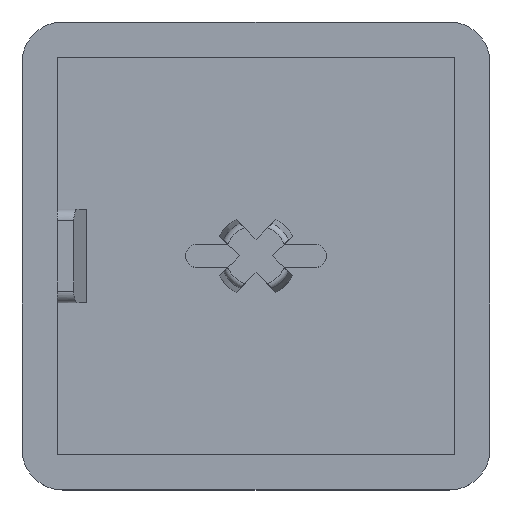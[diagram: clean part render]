
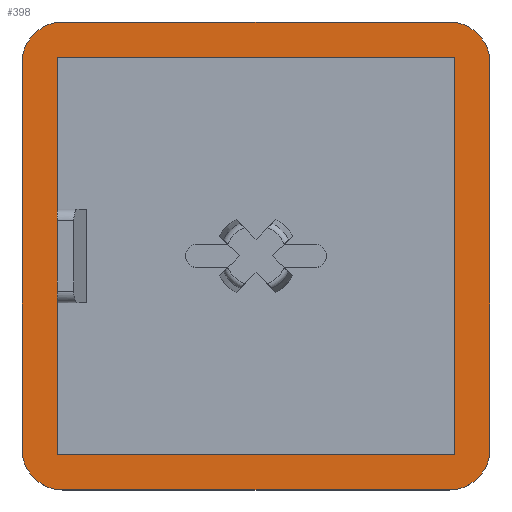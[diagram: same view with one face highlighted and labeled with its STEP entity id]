
A CAD part, top view. The second image highlights one B-rep face of the part: STEP entity #398.
In plain terms, the highlighted planar face has unit normal (0, 0, 1).
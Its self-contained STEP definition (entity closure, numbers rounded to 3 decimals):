
#36 = CARTESIAN_POINT ( 'NONE',  ( -20., 20., 4. ) ) ;
#48 = EDGE_CURVE ( 'NONE', #1803, #877, #1836, .T. ) ;
#54 = VERTEX_POINT ( 'NONE', #1686 ) ;
#56 = CARTESIAN_POINT ( 'NONE',  ( 16.5, -20., 4. ) ) ;
#58 = EDGE_CURVE ( 'NONE', #877, #442, #916, .T. ) ;
#66 = AXIS2_PLACEMENT_3D ( 'NONE', #821, #1324, #1460 ) ;
#85 = EDGE_CURVE ( 'NONE', #1963, #334, #366, .T. ) ;
#94 = CARTESIAN_POINT ( 'NONE',  ( -17., 17., 4. ) ) ;
#96 = DIRECTION ( 'NONE',  ( 1., 0., 0. ) ) ;
#148 = CARTESIAN_POINT ( 'NONE',  ( -17., -17., 4. ) ) ;
#175 = EDGE_CURVE ( 'NONE', #1104, #1803, #2012, .T. ) ;
#177 = CARTESIAN_POINT ( 'NONE',  ( -16.5, -20., 4. ) ) ;
#194 = AXIS2_PLACEMENT_3D ( 'NONE', #282, #605, #935 ) ;
#246 = EDGE_LOOP ( 'NONE', ( #413, #269, #660, #1459, #1660, #356 ) ) ;
#251 = VERTEX_POINT ( 'NONE', #177 ) ;
#252 = DIRECTION ( 'NONE',  ( 1., 0., 0. ) ) ;
#263 = EDGE_CURVE ( 'NONE', #1760, #251, #1400, .T. ) ;
#269 = ORIENTED_EDGE ( 'NONE', *, *, #175, .F. ) ;
#276 = VECTOR ( 'NONE', #1136, 1000. ) ;
#282 = CARTESIAN_POINT ( 'NONE',  ( 16.5, -16.5, 4. ) ) ;
#285 = CARTESIAN_POINT ( 'NONE',  ( 20., -16.5, 4. ) ) ;
#296 = VECTOR ( 'NONE', #96, 1000. ) ;
#334 = VERTEX_POINT ( 'NONE', #540 ) ;
#356 = ORIENTED_EDGE ( 'NONE', *, *, #58, .F. ) ;
#366 = CIRCLE ( 'NONE', #1536, 3.5 ) ;
#398 = ADVANCED_FACE ( 'NONE', ( #1642, #1535 ), #586, .T. ) ;
#413 = ORIENTED_EDGE ( 'NONE', *, *, #48, .F. ) ;
#442 = VERTEX_POINT ( 'NONE', #925 ) ;
#445 = DIRECTION ( 'NONE',  ( 0., 0., 1. ) ) ;
#464 = DIRECTION ( 'NONE',  ( 0., 1., 0. ) ) ;
#470 = CARTESIAN_POINT ( 'NONE',  ( -17., 17., 4. ) ) ;
#508 = CARTESIAN_POINT ( 'NONE',  ( -17., 17., 4. ) ) ;
#514 = ORIENTED_EDGE ( 'NONE', *, *, #804, .T. ) ;
#537 = DIRECTION ( 'NONE',  ( 0., 1., 0. ) ) ;
#540 = CARTESIAN_POINT ( 'NONE',  ( 16.5, 20., 4. ) ) ;
#584 = LINE ( 'NONE', #2007, #1245 ) ;
#586 = PLANE ( 'NONE',  #1210 ) ;
#600 = CARTESIAN_POINT ( 'NONE',  ( -17., -17., 4. ) ) ;
#605 = DIRECTION ( 'NONE',  ( 0., 0., 1. ) ) ;
#615 = CARTESIAN_POINT ( 'NONE',  ( -17., 17., 4. ) ) ;
#622 = CIRCLE ( 'NONE', #1307, 3.5 ) ;
#633 = ORIENTED_EDGE ( 'NONE', *, *, #1155, .T. ) ;
#660 = ORIENTED_EDGE ( 'NONE', *, *, #1950, .F. ) ;
#667 = CARTESIAN_POINT ( 'NONE',  ( 20., 16.5, 4. ) ) ;
#679 = VECTOR ( 'NONE', #1369, 1000. ) ;
#731 = DIRECTION ( 'NONE',  ( 0., 0., 1. ) ) ;
#786 = CARTESIAN_POINT ( 'NONE',  ( -20., -16.5, 4. ) ) ;
#804 = EDGE_CURVE ( 'NONE', #1890, #842, #1133, .T. ) ;
#821 = CARTESIAN_POINT ( 'NONE',  ( -16.5, -16.5, 4. ) ) ;
#842 = VERTEX_POINT ( 'NONE', #285 ) ;
#844 = CARTESIAN_POINT ( 'NONE',  ( -16.5, 16.5, 4. ) ) ;
#860 = LINE ( 'NONE', #1033, #1606 ) ;
#877 = VERTEX_POINT ( 'NONE', #1696 ) ;
#903 = LINE ( 'NONE', #600, #1533 ) ;
#916 = LINE ( 'NONE', #470, #1627 ) ;
#921 = EDGE_CURVE ( 'NONE', #1487, #2019, #903, .T. ) ;
#922 = CARTESIAN_POINT ( 'NONE',  ( 17., -17., 4. ) ) ;
#925 = CARTESIAN_POINT ( 'NONE',  ( -17., -4., 4. ) ) ;
#930 = EDGE_CURVE ( 'NONE', #251, #1890, #1363, .T. ) ;
#931 = LINE ( 'NONE', #1990, #956 ) ;
#935 = DIRECTION ( 'NONE',  ( 1., 0., 0. ) ) ;
#948 = VECTOR ( 'NONE', #954, 1000. ) ;
#954 = DIRECTION ( 'NONE',  ( -1., 0., 0. ) ) ;
#956 = VECTOR ( 'NONE', #1403, 1000. ) ;
#1004 = ORIENTED_EDGE ( 'NONE', *, *, #1687, .T. ) ;
#1033 = CARTESIAN_POINT ( 'NONE',  ( 17., 17., 4. ) ) ;
#1044 = ORIENTED_EDGE ( 'NONE', *, *, #1426, .T. ) ;
#1060 = CARTESIAN_POINT ( 'NONE',  ( -20., -20., 4. ) ) ;
#1104 = VERTEX_POINT ( 'NONE', #1623 ) ;
#1133 = CIRCLE ( 'NONE', #194, 3.5 ) ;
#1136 = DIRECTION ( 'NONE',  ( 0., -1., 0. ) ) ;
#1137 = VERTEX_POINT ( 'NONE', #1161 ) ;
#1141 = DIRECTION ( 'NONE',  ( 1., 0., 0. ) ) ;
#1155 = EDGE_CURVE ( 'NONE', #1137, #54, #622, .T. ) ;
#1161 = CARTESIAN_POINT ( 'NONE',  ( -16.5, 20., 4. ) ) ;
#1210 = AXIS2_PLACEMENT_3D ( 'NONE', #1219, #731, #252 ) ;
#1219 = CARTESIAN_POINT ( 'NONE',  ( 20., -20., 4. ) ) ;
#1231 = DIRECTION ( 'NONE',  ( 1., 0., 0. ) ) ;
#1238 = DIRECTION ( 'NONE',  ( 1., 0., 0. ) ) ;
#1245 = VECTOR ( 'NONE', #464, 1000. ) ;
#1252 = EDGE_LOOP ( 'NONE', ( #1622, #633, #1004, #1813, #1474, #514, #1044, #1728 ) ) ;
#1280 = CARTESIAN_POINT ( 'NONE',  ( 16.5, 16.5, 4. ) ) ;
#1307 = AXIS2_PLACEMENT_3D ( 'NONE', #844, #1816, #1141 ) ;
#1324 = DIRECTION ( 'NONE',  ( 0., 0., 1. ) ) ;
#1363 = LINE ( 'NONE', #1060, #296 ) ;
#1369 = DIRECTION ( 'NONE',  ( 0., -1., 0. ) ) ;
#1398 = EDGE_CURVE ( 'NONE', #334, #1137, #931, .T. ) ;
#1400 = CIRCLE ( 'NONE', #66, 3.5 ) ;
#1403 = DIRECTION ( 'NONE',  ( -1., 0., 0. ) ) ;
#1426 = EDGE_CURVE ( 'NONE', #842, #1963, #584, .T. ) ;
#1449 = LINE ( 'NONE', #508, #276 ) ;
#1459 = ORIENTED_EDGE ( 'NONE', *, *, #921, .F. ) ;
#1460 = DIRECTION ( 'NONE',  ( 1., 0., 0. ) ) ;
#1467 = LINE ( 'NONE', #36, #1901 ) ;
#1474 = ORIENTED_EDGE ( 'NONE', *, *, #930, .T. ) ;
#1487 = VERTEX_POINT ( 'NONE', #148 ) ;
#1488 = DIRECTION ( 'NONE',  ( 0., -1., 0. ) ) ;
#1533 = VECTOR ( 'NONE', #1231, 1000. ) ;
#1535 = FACE_OUTER_BOUND ( 'NONE', #1252, .T. ) ;
#1536 = AXIS2_PLACEMENT_3D ( 'NONE', #1280, #445, #1238 ) ;
#1574 = CARTESIAN_POINT ( 'NONE',  ( -17., 17., 4. ) ) ;
#1606 = VECTOR ( 'NONE', #537, 1000. ) ;
#1622 = ORIENTED_EDGE ( 'NONE', *, *, #1398, .T. ) ;
#1623 = CARTESIAN_POINT ( 'NONE',  ( 17., 17., 4. ) ) ;
#1627 = VECTOR ( 'NONE', #1703, 1000. ) ;
#1642 = FACE_BOUND ( 'NONE', #246, .T. ) ;
#1660 = ORIENTED_EDGE ( 'NONE', *, *, #1985, .F. ) ;
#1686 = CARTESIAN_POINT ( 'NONE',  ( -20., 16.5, 4. ) ) ;
#1687 = EDGE_CURVE ( 'NONE', #54, #1760, #1467, .T. ) ;
#1696 = CARTESIAN_POINT ( 'NONE',  ( -17., 4., 4. ) ) ;
#1703 = DIRECTION ( 'NONE',  ( 0., -1., 0. ) ) ;
#1728 = ORIENTED_EDGE ( 'NONE', *, *, #85, .T. ) ;
#1760 = VERTEX_POINT ( 'NONE', #786 ) ;
#1803 = VERTEX_POINT ( 'NONE', #615 ) ;
#1813 = ORIENTED_EDGE ( 'NONE', *, *, #263, .T. ) ;
#1816 = DIRECTION ( 'NONE',  ( 0., 0., 1. ) ) ;
#1836 = LINE ( 'NONE', #94, #679 ) ;
#1890 = VERTEX_POINT ( 'NONE', #56 ) ;
#1901 = VECTOR ( 'NONE', #1488, 1000. ) ;
#1950 = EDGE_CURVE ( 'NONE', #2019, #1104, #860, .T. ) ;
#1963 = VERTEX_POINT ( 'NONE', #667 ) ;
#1985 = EDGE_CURVE ( 'NONE', #442, #1487, #1449, .T. ) ;
#1990 = CARTESIAN_POINT ( 'NONE',  ( -20., 20., 4. ) ) ;
#2007 = CARTESIAN_POINT ( 'NONE',  ( 20., 20., 4. ) ) ;
#2012 = LINE ( 'NONE', #1574, #948 ) ;
#2019 = VERTEX_POINT ( 'NONE', #922 ) ;
